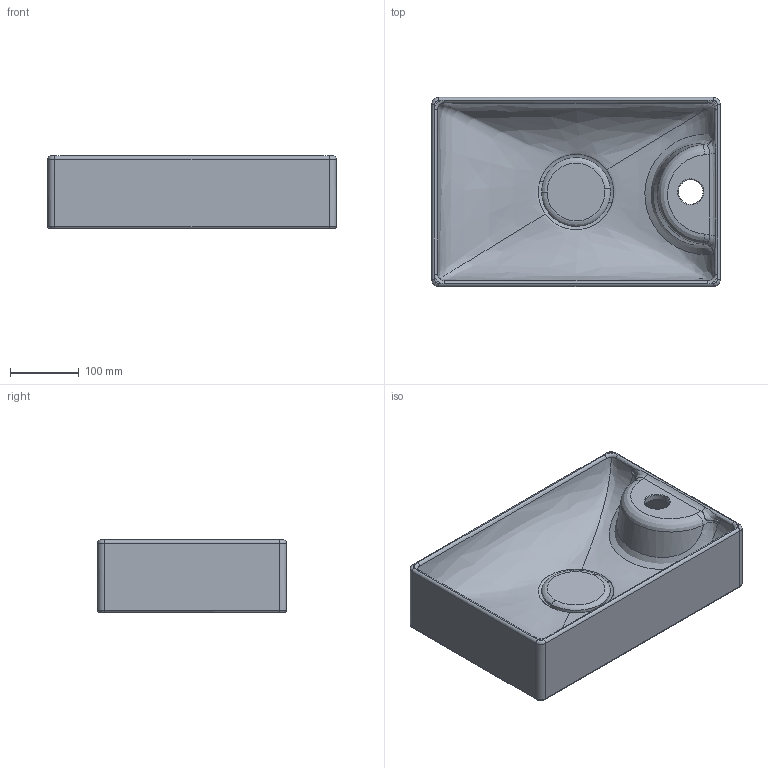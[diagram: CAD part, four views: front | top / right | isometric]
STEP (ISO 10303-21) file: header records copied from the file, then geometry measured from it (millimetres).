
FILE_DESCRIPTION(/* description */ (''),/* implementation_level */ '2;1');
FILE_NAME(/* name */ '16042',/* time_stamp */ '2025-07-04T20:01:49+03:00',/* author */ (''),/* organization */ (''),/* preprocessor_version */ 'ST-DEVELOPER v16.5',/* originating_system */ '',/* authorisation */ '');
FILE_SCHEMA (('AUTOMOTIVE_DESIGN_CC2'));
Length unit declared in the file: millimetre
Products named in the file (1): Document
Bounding box: 420 x 275 x 105 mm (x, y, z)
Surface area: 528361.3 mm2 (no closed solid volume)
Topology: 0 solids, 2 shells, 199 faces, 512 edges, 314 vertices
Faces by surface type: bspline 124, cylinder 42, plane 33
Entity records: 26205 total; most frequent: CARTESIAN_POINT 23174, ORIENTED_EDGE 1013, EDGE_CURVE 512, VERTEX_POINT 314, B_SPLINE_CURVE_WITH_KNOTS 297, EDGE_LOOP 206, ADVANCED_FACE 199, FACE_OUTER_BOUND 199
